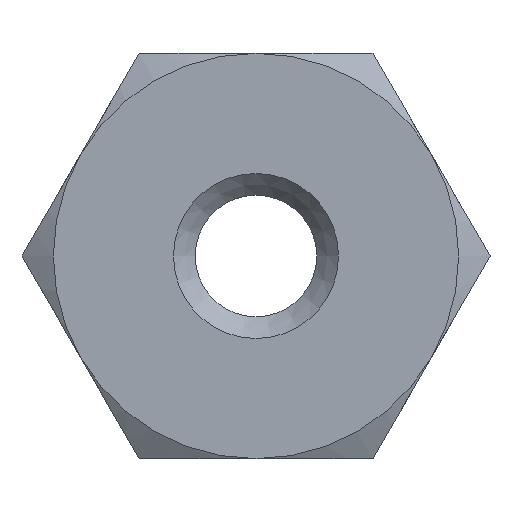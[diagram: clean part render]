
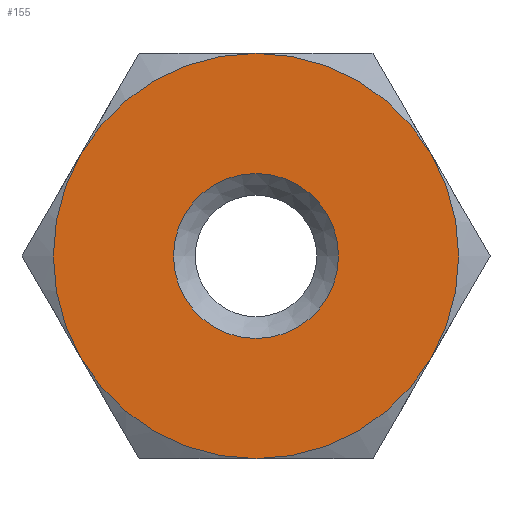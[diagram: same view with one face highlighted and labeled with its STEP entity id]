
A CAD part, front view. The second image highlights one B-rep face of the part: STEP entity #155.
In plain terms, the highlighted planar face has unit normal (0, -1, 0).
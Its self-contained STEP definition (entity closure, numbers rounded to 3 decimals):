
#8 = EDGE_CURVE ( 'NONE', #624, #621, #616, .T. ) ;
#47 = EDGE_CURVE ( 'NONE', #627, #618, #602, .T. ) ;
#71 = AXIS2_PLACEMENT_3D ( 'NONE', #362, #361, #360 ) ;
#75 = AXIS2_PLACEMENT_3D ( 'NONE', #366, #365, #364 ) ;
#76 = AXIS2_PLACEMENT_3D ( 'NONE', #369, #368, #367 ) ;
#82 = AXIS2_PLACEMENT_3D ( 'NONE', #373, #372, #371 ) ;
#83 = AXIS2_PLACEMENT_3D ( 'NONE', #376, #375, #374 ) ;
#90 = AXIS2_PLACEMENT_3D ( 'NONE', #453, #452, #451 ) ;
#92 = AXIS2_PLACEMENT_3D ( 'NONE', #265, #258, #254 ) ;
#100 = AXIS2_PLACEMENT_3D ( 'NONE', #415, #406, #405 ) ;
#102 = EDGE_CURVE ( 'NONE', #769, #769, #584, .T. ) ;
#103 = EDGE_CURVE ( 'NONE', #621, #625, #583, .T. ) ;
#104 = EDGE_CURVE ( 'NONE', #618, #624, #589, .T. ) ;
#105 = EDGE_CURVE ( 'NONE', #625, #636, #585, .T. ) ;
#106 = EDGE_CURVE ( 'NONE', #636, #627, #582, .T. ) ;
#155 = ADVANCED_FACE ( 'NONE', ( #554, #547 ), #256, .T. ) ;
#172 = CARTESIAN_POINT ( 'NONE',  ( 2.85, 0., 0. ) ) ;
#184 = CARTESIAN_POINT ( 'NONE',  ( 0., 0., -7. ) ) ;
#197 = CARTESIAN_POINT ( 'NONE',  ( 6.062, 0., -3.5 ) ) ;
#199 = CARTESIAN_POINT ( 'NONE',  ( -6.062, 0., -3.5 ) ) ;
#200 = CARTESIAN_POINT ( 'NONE',  ( 0., 0., 7. ) ) ;
#204 = CARTESIAN_POINT ( 'NONE',  ( -6.062, 0., 3.5 ) ) ;
#208 = CARTESIAN_POINT ( 'NONE',  ( 6.062, 0., 3.5 ) ) ;
#254 = DIRECTION ( 'NONE',  ( 0., 0., -1. ) ) ;
#256 = PLANE ( 'NONE',  #92 ) ;
#258 = DIRECTION ( 'NONE',  ( 0., -1., 0. ) ) ;
#265 = CARTESIAN_POINT ( 'NONE',  ( -7.084, 0., 7.084 ) ) ;
#360 = DIRECTION ( 'NONE',  ( 0., 0., 1. ) ) ;
#361 = DIRECTION ( 'NONE',  ( 0., -1., 0. ) ) ;
#362 = CARTESIAN_POINT ( 'NONE',  ( 0., 0., 0. ) ) ;
#364 = DIRECTION ( 'NONE',  ( 0., 0., 1. ) ) ;
#365 = DIRECTION ( 'NONE',  ( 0., -1., 0. ) ) ;
#366 = CARTESIAN_POINT ( 'NONE',  ( 0., 0., 0. ) ) ;
#367 = DIRECTION ( 'NONE',  ( 0., 0., 1. ) ) ;
#368 = DIRECTION ( 'NONE',  ( 0., -1., 0. ) ) ;
#369 = CARTESIAN_POINT ( 'NONE',  ( 0., 0., 0. ) ) ;
#371 = DIRECTION ( 'NONE',  ( 0., 0., 1. ) ) ;
#372 = DIRECTION ( 'NONE',  ( 0., -1., 0. ) ) ;
#373 = CARTESIAN_POINT ( 'NONE',  ( 0., 0., 0. ) ) ;
#374 = DIRECTION ( 'NONE',  ( 1., 0., 0. ) ) ;
#375 = DIRECTION ( 'NONE',  ( 0., -1., 0. ) ) ;
#376 = CARTESIAN_POINT ( 'NONE',  ( 0., 0., 0. ) ) ;
#405 = DIRECTION ( 'NONE',  ( 0., 0., 1. ) ) ;
#406 = DIRECTION ( 'NONE',  ( 0., -1., 0. ) ) ;
#415 = CARTESIAN_POINT ( 'NONE',  ( 0., 0., 0. ) ) ;
#451 = DIRECTION ( 'NONE',  ( 0., 0., 1. ) ) ;
#452 = DIRECTION ( 'NONE',  ( 0., -1., 0. ) ) ;
#453 = CARTESIAN_POINT ( 'NONE',  ( 0., 0., 0. ) ) ;
#547 = FACE_OUTER_BOUND ( 'NONE', #665, .T. ) ;
#554 = FACE_BOUND ( 'NONE', #664, .T. ) ;
#582 = CIRCLE ( 'NONE', #71, 7. ) ;
#583 = CIRCLE ( 'NONE', #82, 7. ) ;
#584 = CIRCLE ( 'NONE', #83, 2.85 ) ;
#585 = CIRCLE ( 'NONE', #75, 7. ) ;
#589 = CIRCLE ( 'NONE', #76, 7. ) ;
#602 = CIRCLE ( 'NONE', #90, 7. ) ;
#616 = CIRCLE ( 'NONE', #100, 7. ) ;
#618 = VERTEX_POINT ( 'NONE', #208 ) ;
#621 = VERTEX_POINT ( 'NONE', #204 ) ;
#624 = VERTEX_POINT ( 'NONE', #200 ) ;
#625 = VERTEX_POINT ( 'NONE', #199 ) ;
#627 = VERTEX_POINT ( 'NONE', #197 ) ;
#636 = VERTEX_POINT ( 'NONE', #184 ) ;
#664 = EDGE_LOOP ( 'NONE', ( #705 ) ) ;
#665 = EDGE_LOOP ( 'NONE', ( #706, #704, #701, #702, #703, #726 ) ) ;
#701 = ORIENTED_EDGE ( 'NONE', *, *, #106, .T. ) ;
#702 = ORIENTED_EDGE ( 'NONE', *, *, #47, .T. ) ;
#703 = ORIENTED_EDGE ( 'NONE', *, *, #104, .T. ) ;
#704 = ORIENTED_EDGE ( 'NONE', *, *, #105, .T. ) ;
#705 = ORIENTED_EDGE ( 'NONE', *, *, #102, .F. ) ;
#706 = ORIENTED_EDGE ( 'NONE', *, *, #103, .T. ) ;
#726 = ORIENTED_EDGE ( 'NONE', *, *, #8, .T. ) ;
#769 = VERTEX_POINT ( 'NONE', #172 ) ;
